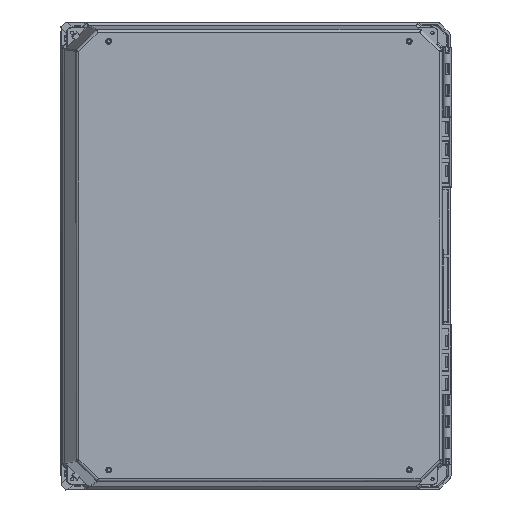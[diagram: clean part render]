
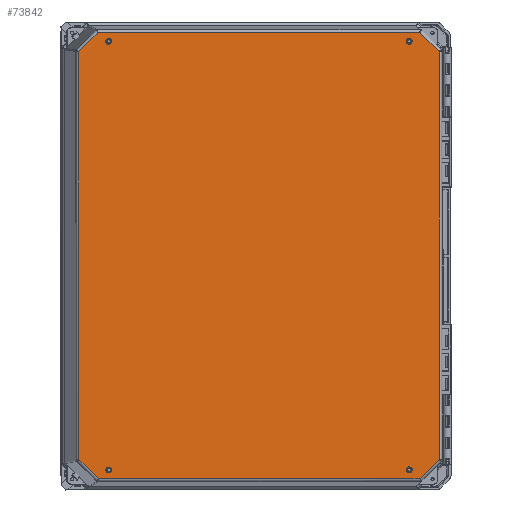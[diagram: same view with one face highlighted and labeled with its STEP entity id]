
A CAD part, top view. The second image highlights one B-rep face of the part: STEP entity #73842.
In plain terms, the highlighted face is planar.
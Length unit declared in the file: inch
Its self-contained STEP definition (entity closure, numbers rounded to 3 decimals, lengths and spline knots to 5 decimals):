
#738 = LINE ( 'NONE', #35524, #57617 ) ;
#1286 = FACE_BOUND ( 'NONE', #87024, .T. ) ;
#1387 = VERTEX_POINT ( 'NONE', #68951 ) ;
#1548 = AXIS2_PLACEMENT_3D ( 'NONE', #21090, #36354, #50260 ) ;
#1799 = EDGE_LOOP ( 'NONE', ( #5775, #23243 ) ) ;
#2925 = VECTOR ( 'NONE', #63887, 39.37008 ) ;
#2996 = DIRECTION ( 'NONE',  ( 1., 0., -0.017 ) ) ;
#3242 = CARTESIAN_POINT ( 'NONE',  ( -1.05969, 20.2859, -9.972 ) ) ;
#3478 = CIRCLE ( 'NONE', #67146, 0.136 ) ;
#5170 = CARTESIAN_POINT ( 'NONE',  ( -0.56109, 20.70172, -9.97344 ) ) ;
#5775 = ORIENTED_EDGE ( 'NONE', *, *, #50789, .T. ) ;
#6058 = VECTOR ( 'NONE', #86266, 39.37008 ) ;
#6227 = CARTESIAN_POINT ( 'NONE',  ( -0.56109, -0.08259, -10.33618 ) ) ;
#6992 = CARTESIAN_POINT ( 'NONE',  ( -15.05755, 20.14565, -9.73007 ) ) ;
#7783 = CARTESIAN_POINT ( 'NONE',  ( -15.13363, 2.07838, -10.04406 ) ) ;
#9000 = AXIS2_PLACEMENT_3D ( 'NONE', #38246, #17358, #2996 ) ;
#9047 = CARTESIAN_POINT ( 'NONE',  ( 0.33384, 0.81186, -10.33619 ) ) ;
#12497 = EDGE_CURVE ( 'NONE', #34754, #22170, #70801, .T. ) ;
#14492 = VERTEX_POINT ( 'NONE', #75842 ) ;
#14546 = VERTEX_POINT ( 'NONE', #82346 ) ;
#15183 = VERTEX_POINT ( 'NONE', #25180 ) ;
#17358 = DIRECTION ( 'NONE',  ( 0.017, -0.017, 1. ) ) ;
#17856 = EDGE_CURVE ( 'NONE', #83979, #52831, #3478, .T. ) ;
#17920 = ORIENTED_EDGE ( 'NONE', *, *, #56928, .T. ) ;
#20011 = EDGE_CURVE ( 'NONE', #87251, #14546, #49002, .T. ) ;
#20733 = EDGE_CURVE ( 'NONE', #70270, #34754, #89358, .T. ) ;
#20764 = CIRCLE ( 'NONE', #1548, 0.136 ) ;
#21090 = CARTESIAN_POINT ( 'NONE',  ( -1.05969, 20.2859, -9.972 ) ) ;
#22156 = DIRECTION ( 'NONE',  ( -0.017, 0.017, -1. ) ) ;
#22170 = VERTEX_POINT ( 'NONE', #6227 ) ;
#22765 = DIRECTION ( 'NONE',  ( 0.017, -0.017, 1. ) ) ;
#22990 = AXIS2_PLACEMENT_3D ( 'NONE', #32691, #90182, #34090 ) ;
#23049 = ORIENTED_EDGE ( 'NONE', *, *, #77747, .T. ) ;
#23185 = CARTESIAN_POINT ( 'NONE',  ( -15.19353, 0.32863, -10.07355 ) ) ;
#23243 = ORIENTED_EDGE ( 'NONE', *, *, #64772, .T. ) ;
#24377 = DIRECTION ( 'NONE',  ( 0., -1., -0.017 ) ) ;
#24607 = LINE ( 'NONE', #32960, #50605 ) ;
#25061 = VERTEX_POINT ( 'NONE', #6992 ) ;
#25180 = CARTESIAN_POINT ( 'NONE',  ( -16.45108, 19.80271, -9.71173 ) ) ;
#28665 = DIRECTION ( 'NONE',  ( -1., 0., 0.017 ) ) ;
#30954 = ORIENTED_EDGE ( 'NONE', *, *, #20733, .T. ) ;
#31347 = LINE ( 'NONE', #37405, #49748 ) ;
#32691 = CARTESIAN_POINT ( 'NONE',  ( -1.05969, 0.33294, -10.32022 ) ) ;
#32823 = ORIENTED_EDGE ( 'NONE', *, *, #78840, .T. ) ;
#32960 = CARTESIAN_POINT ( 'NONE',  ( -15.13363, 20.69728, -9.71912 ) ) ;
#33247 = ORIENTED_EDGE ( 'NONE', *, *, #20011, .T. ) ;
#33312 = EDGE_LOOP ( 'NONE', ( #81462, #53036 ) ) ;
#34090 = DIRECTION ( 'NONE',  ( 1., 0., -0.017 ) ) ;
#34754 = VERTEX_POINT ( 'NONE', #9047 ) ;
#35390 = ORIENTED_EDGE ( 'NONE', *, *, #58690, .T. ) ;
#35524 = CARTESIAN_POINT ( 'NONE',  ( -0.56109, 20.70172, -9.97344 ) ) ;
#36354 = DIRECTION ( 'NONE',  ( 0.017, -0.017, 1. ) ) ;
#36530 = CARTESIAN_POINT ( 'NONE',  ( -15.13363, -0.08703, -10.08185 ) ) ;
#36532 = FACE_BOUND ( 'NONE', #1799, .T. ) ;
#37405 = CARTESIAN_POINT ( 'NONE',  ( -16.45108, 2.07798, -10.02107 ) ) ;
#37557 = CARTESIAN_POINT ( 'NONE',  ( -16.45108, 0.80675, -10.04325 ) ) ;
#37859 = VERTEX_POINT ( 'NONE', #64574 ) ;
#38246 = CARTESIAN_POINT ( 'NONE',  ( -1.05969, 0.33294, -10.32022 ) ) ;
#38479 = DIRECTION ( 'NONE',  ( 0.017, -0.017, 1. ) ) ;
#39201 = CARTESIAN_POINT ( 'NONE',  ( -15.05755, 20.28163, -9.7277 ) ) ;
#40355 = VERTEX_POINT ( 'NONE', #77341 ) ;
#41172 = DIRECTION ( 'NONE',  ( -0.707, -0.707, 0. ) ) ;
#41620 = CARTESIAN_POINT ( 'NONE',  ( -15.55615, -0.08716, -10.07448 ) ) ;
#41660 = EDGE_LOOP ( 'NONE', ( #35390, #32823, #53272, #59224, #30954, #85893, #23049, #86030 ) ) ;
#42135 = PLANE ( 'NONE',  #73825 ) ;
#43577 = EDGE_CURVE ( 'NONE', #52831, #83979, #50617, .T. ) ;
#43827 = DIRECTION ( 'NONE',  ( 0.707, -0.706, -0.025 ) ) ;
#46787 = EDGE_CURVE ( 'NONE', #1387, #49545, #24607, .T. ) ;
#49002 = CIRCLE ( 'NONE', #9000, 0.136 ) ;
#49545 = VERTEX_POINT ( 'NONE', #5170 ) ;
#49748 = VECTOR ( 'NONE', #87003, 39.37008 ) ;
#50260 = DIRECTION ( 'NONE',  ( 0., -1., -0.017 ) ) ;
#50605 = VECTOR ( 'NONE', #61245, 39.37008 ) ;
#50617 = CIRCLE ( 'NONE', #59541, 0.136 ) ;
#50789 = EDGE_CURVE ( 'NONE', #14492, #80997, #58154, .T. ) ;
#51377 = ORIENTED_EDGE ( 'NONE', *, *, #43577, .T. ) ;
#52823 = DIRECTION ( 'NONE',  ( 0.017, -0.017, 1. ) ) ;
#52831 = VERTEX_POINT ( 'NONE', #23185 ) ;
#52962 = VECTOR ( 'NONE', #69879, 39.37008 ) ;
#53036 = ORIENTED_EDGE ( 'NONE', *, *, #78918, .T. ) ;
#53272 = ORIENTED_EDGE ( 'NONE', *, *, #46787, .T. ) ;
#53452 = DIRECTION ( 'NONE',  ( 0.017, -0.017, 1. ) ) ;
#54198 = DIRECTION ( 'NONE',  ( 0., -1., -0.017 ) ) ;
#56928 = EDGE_CURVE ( 'NONE', #14546, #87251, #63192, .T. ) ;
#57617 = VECTOR ( 'NONE', #43827, 39.37008 ) ;
#57871 = AXIS2_PLACEMENT_3D ( 'NONE', #89446, #52823, #54198 ) ;
#57968 = CARTESIAN_POINT ( 'NONE',  ( -16.45108, 19.80271, -9.71173 ) ) ;
#58154 = CIRCLE ( 'NONE', #65556, 0.136 ) ;
#58690 = EDGE_CURVE ( 'NONE', #73513, #15183, #31347, .T. ) ;
#58712 = EDGE_CURVE ( 'NONE', #25061, #37859, #74946, .T. ) ;
#59224 = ORIENTED_EDGE ( 'NONE', *, *, #62487, .T. ) ;
#59322 = CIRCLE ( 'NONE', #57871, 0.136 ) ;
#59541 = AXIS2_PLACEMENT_3D ( 'NONE', #90549, #53452, #89151 ) ;
#61245 = DIRECTION ( 'NONE',  ( 1., 0., -0.017 ) ) ;
#61620 = ORIENTED_EDGE ( 'NONE', *, *, #17856, .T. ) ;
#62465 = DIRECTION ( 'NONE',  ( 0., -1., -0.017 ) ) ;
#62487 = EDGE_CURVE ( 'NONE', #49545, #70270, #738, .T. ) ;
#62662 = CARTESIAN_POINT ( 'NONE',  ( -1.05969, 20.42188, -9.96962 ) ) ;
#63192 = CIRCLE ( 'NONE', #22990, 0.136 ) ;
#63887 = DIRECTION ( 'NONE',  ( -1., 0., 0.017 ) ) ;
#64574 = CARTESIAN_POINT ( 'NONE',  ( -15.05755, 20.41761, -9.72533 ) ) ;
#64772 = EDGE_CURVE ( 'NONE', #80997, #14492, #20764, .T. ) ;
#64792 = FACE_BOUND ( 'NONE', #73874, .T. ) ;
#65556 = AXIS2_PLACEMENT_3D ( 'NONE', #3242, #22765, #80698 ) ;
#67146 = AXIS2_PLACEMENT_3D ( 'NONE', #79766, #38479, #81138 ) ;
#68951 = CARTESIAN_POINT ( 'NONE',  ( -15.55615, 20.69716, -9.71174 ) ) ;
#69879 = DIRECTION ( 'NONE',  ( -0.707, 0.706, 0.025 ) ) ;
#70270 = VERTEX_POINT ( 'NONE', #70322 ) ;
#70322 = CARTESIAN_POINT ( 'NONE',  ( 0.33384, 19.80782, -10.00467 ) ) ;
#70801 = LINE ( 'NONE', #76398, #90633 ) ;
#71300 = FACE_BOUND ( 'NONE', #33312, .T. ) ;
#71970 = AXIS2_PLACEMENT_3D ( 'NONE', #39201, #73087, #24377 ) ;
#72202 = LINE ( 'NONE', #36530, #2925 ) ;
#73087 = DIRECTION ( 'NONE',  ( 0.017, -0.017, 1. ) ) ;
#73513 = VERTEX_POINT ( 'NONE', #37557 ) ;
#73825 = AXIS2_PLACEMENT_3D ( 'NONE', #7783, #22156, #28665 ) ;
#73842 = ADVANCED_FACE ( 'NONE', ( #91267, #71300, #1286, #64792, #36532 ), #42135, .T. ) ;
#73874 = EDGE_LOOP ( 'NONE', ( #61620, #51377 ) ) ;
#74524 = EDGE_CURVE ( 'NONE', #40355, #73513, #82902, .T. ) ;
#74946 = CIRCLE ( 'NONE', #71970, 0.136 ) ;
#75427 = CARTESIAN_POINT ( 'NONE',  ( 0.33384, 2.08309, -10.31401 ) ) ;
#75842 = CARTESIAN_POINT ( 'NONE',  ( -1.05969, 20.14992, -9.97437 ) ) ;
#76398 = CARTESIAN_POINT ( 'NONE',  ( 0.33384, 0.81186, -10.33619 ) ) ;
#76755 = CARTESIAN_POINT ( 'NONE',  ( -0.92371, 0.33298, -10.3226 ) ) ;
#77341 = CARTESIAN_POINT ( 'NONE',  ( -15.55615, -0.08716, -10.07448 ) ) ;
#77747 = EDGE_CURVE ( 'NONE', #22170, #40355, #72202, .T. ) ;
#78840 = EDGE_CURVE ( 'NONE', #15183, #1387, #87159, .T. ) ;
#78918 = EDGE_CURVE ( 'NONE', #37859, #25061, #59322, .T. ) ;
#79766 = CARTESIAN_POINT ( 'NONE',  ( -15.05755, 0.32867, -10.07593 ) ) ;
#79956 = VECTOR ( 'NONE', #62465, 39.37008 ) ;
#80698 = DIRECTION ( 'NONE',  ( 0., -1., -0.017 ) ) ;
#80997 = VERTEX_POINT ( 'NONE', #62662 ) ;
#81138 = DIRECTION ( 'NONE',  ( 1., 0., -0.017 ) ) ;
#81462 = ORIENTED_EDGE ( 'NONE', *, *, #58712, .T. ) ;
#82346 = CARTESIAN_POINT ( 'NONE',  ( -1.19566, 0.33289, -10.31785 ) ) ;
#82902 = LINE ( 'NONE', #41620, #52962 ) ;
#83979 = VERTEX_POINT ( 'NONE', #87424 ) ;
#85893 = ORIENTED_EDGE ( 'NONE', *, *, #12497, .T. ) ;
#86030 = ORIENTED_EDGE ( 'NONE', *, *, #74524, .T. ) ;
#86266 = DIRECTION ( 'NONE',  ( 0.707, 0.707, 0. ) ) ;
#87003 = DIRECTION ( 'NONE',  ( 0., 1., 0.017 ) ) ;
#87024 = EDGE_LOOP ( 'NONE', ( #33247, #17920 ) ) ;
#87159 = LINE ( 'NONE', #57968, #6058 ) ;
#87251 = VERTEX_POINT ( 'NONE', #76755 ) ;
#87424 = CARTESIAN_POINT ( 'NONE',  ( -14.92157, 0.32871, -10.0783 ) ) ;
#89151 = DIRECTION ( 'NONE',  ( 1., 0., -0.017 ) ) ;
#89358 = LINE ( 'NONE', #75427, #79956 ) ;
#89446 = CARTESIAN_POINT ( 'NONE',  ( -15.05755, 20.28163, -9.7277 ) ) ;
#90182 = DIRECTION ( 'NONE',  ( 0.017, -0.017, 1. ) ) ;
#90549 = CARTESIAN_POINT ( 'NONE',  ( -15.05755, 0.32867, -10.07593 ) ) ;
#90633 = VECTOR ( 'NONE', #41172, 39.37008 ) ;
#91267 = FACE_OUTER_BOUND ( 'NONE', #41660, .T. ) ;
